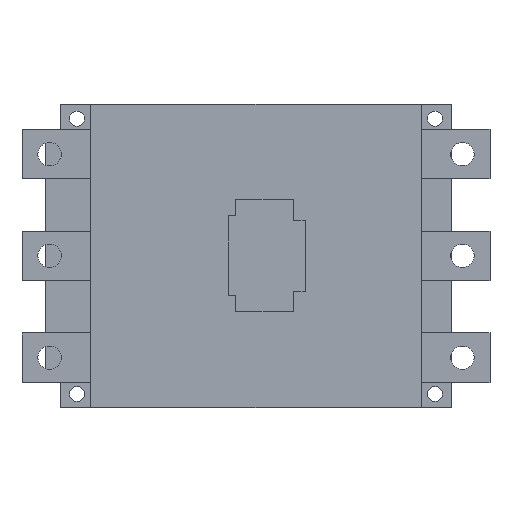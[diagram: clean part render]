
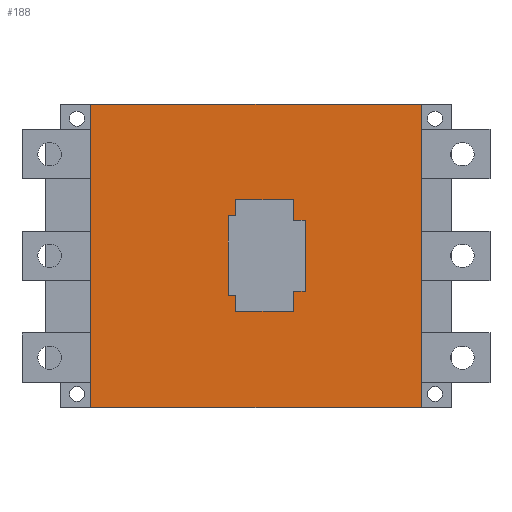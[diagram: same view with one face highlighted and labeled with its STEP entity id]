
A CAD part, top view. The second image highlights one B-rep face of the part: STEP entity #188.
In plain terms, the highlighted planar face has unit normal (0, 0, 1).
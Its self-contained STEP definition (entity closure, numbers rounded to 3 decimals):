
#3 = EDGE_CURVE ( 'NONE', #870, #3266, #714, .T. ) ;
#30 = ORIENTED_EDGE ( 'NONE', *, *, #1590, .F. ) ;
#37 = CARTESIAN_POINT ( 'NONE',  ( 57.96, -7.016, 154.115 ) ) ;
#43 = ORIENTED_EDGE ( 'NONE', *, *, #3, .T. ) ;
#47 = DIRECTION ( 'NONE',  ( 1., 0., 0. ) ) ;
#63 = CARTESIAN_POINT ( 'NONE',  ( -12.04, -12.766, 154.115 ) ) ;
#66 = EDGE_CURVE ( 'NONE', #2763, #1033, #1938, .T. ) ;
#86 = VERTEX_POINT ( 'NONE', #3071 ) ;
#103 = CARTESIAN_POINT ( 'NONE',  ( -2.04, -82.216, 154.115 ) ) ;
#104 = DIRECTION ( 'NONE',  ( 1., 0., 0. ) ) ;
#128 = EDGE_CURVE ( 'NONE', #1366, #2623, #1812, .T. ) ;
#185 = LINE ( 'NONE', #866, #1502 ) ;
#186 = AXIS2_PLACEMENT_3D ( 'NONE', #2691, #2654, #2659 ) ;
#188 = ADVANCED_FACE ( 'NONE', ( #2045, #2014 ), #2674, .T. ) ;
#189 = VECTOR ( 'NONE', #104, 1000. ) ;
#199 = VECTOR ( 'NONE', #749, 1000. ) ;
#297 = LINE ( 'NONE', #1168, #422 ) ;
#317 = VERTEX_POINT ( 'NONE', #2073 ) ;
#331 = CARTESIAN_POINT ( 'NONE',  ( 15.86, -40.116, 154.115 ) ) ;
#382 = VERTEX_POINT ( 'NONE', #1683 ) ;
#408 = VERTEX_POINT ( 'NONE', #1667 ) ;
#422 = VECTOR ( 'NONE', #1181, 1000. ) ;
#584 = ORIENTED_EDGE ( 'NONE', *, *, #1343, .T. ) ;
#586 = EDGE_CURVE ( 'NONE', #86, #408, #2620, .T. ) ;
#619 = EDGE_CURVE ( 'NONE', #382, #1366, #1196, .T. ) ;
#675 = CARTESIAN_POINT ( 'NONE',  ( 11.56, -47.416, 154.115 ) ) ;
#693 = EDGE_CURVE ( 'NONE', #939, #870, #297, .T. ) ;
#709 = ORIENTED_EDGE ( 'NONE', *, *, #619, .T. ) ;
#714 = LINE ( 'NONE', #1776, #2033 ) ;
#721 = CARTESIAN_POINT ( 'NONE',  ( 57.96, -47.416, 154.115 ) ) ;
#726 = DIRECTION ( 'NONE',  ( -1., 0., 0. ) ) ;
#749 = DIRECTION ( 'NONE',  ( -1., 0., 0. ) ) ;
#775 = CARTESIAN_POINT ( 'NONE',  ( 57.96, 27.784, 154.115 ) ) ;
#788 = CARTESIAN_POINT ( 'NONE',  ( 11.56, -7.016, 154.115 ) ) ;
#866 = CARTESIAN_POINT ( 'NONE',  ( 57.96, -41.666, 154.115 ) ) ;
#870 = VERTEX_POINT ( 'NONE', #901 ) ;
#876 = ORIENTED_EDGE ( 'NONE', *, *, #909, .T. ) ;
#891 = DIRECTION ( 'NONE',  ( -1., 0., 0. ) ) ;
#901 = CARTESIAN_POINT ( 'NONE',  ( 11.56, -14.316, 154.115 ) ) ;
#909 = EDGE_CURVE ( 'NONE', #408, #382, #185, .T. ) ;
#916 = CARTESIAN_POINT ( 'NONE',  ( 57.96, -82.216, 154.115 ) ) ;
#939 = VERTEX_POINT ( 'NONE', #788 ) ;
#969 = CARTESIAN_POINT ( 'NONE',  ( 15.86, -27.216, 154.115 ) ) ;
#978 = EDGE_CURVE ( 'NONE', #317, #1412, #3345, .T. ) ;
#993 = DIRECTION ( 'NONE',  ( 0., -1., 0. ) ) ;
#1001 = EDGE_CURVE ( 'NONE', #1033, #86, #2707, .T. ) ;
#1002 = CARTESIAN_POINT ( 'NONE',  ( -62.04, 27.784, 154.115 ) ) ;
#1024 = LINE ( 'NONE', #2097, #1325 ) ;
#1033 = VERTEX_POINT ( 'NONE', #675 ) ;
#1148 = ORIENTED_EDGE ( 'NONE', *, *, #3452, .T. ) ;
#1168 = CARTESIAN_POINT ( 'NONE',  ( 11.56, -27.216, 154.115 ) ) ;
#1181 = DIRECTION ( 'NONE',  ( 0., -1., 0. ) ) ;
#1190 = VERTEX_POINT ( 'NONE', #331 ) ;
#1196 = LINE ( 'NONE', #1312, #2350 ) ;
#1202 = CARTESIAN_POINT ( 'NONE',  ( -62.04, -82.216, 154.115 ) ) ;
#1223 = CARTESIAN_POINT ( 'NONE',  ( -9.44, -7.016, 154.115 ) ) ;
#1226 = VECTOR ( 'NONE', #1234, 1000. ) ;
#1234 = DIRECTION ( 'NONE',  ( 0., -1., 0. ) ) ;
#1269 = ORIENTED_EDGE ( 'NONE', *, *, #66, .T. ) ;
#1294 = DIRECTION ( 'NONE',  ( 0., 1., 0. ) ) ;
#1312 = CARTESIAN_POINT ( 'NONE',  ( -12.04, -27.216, 154.115 ) ) ;
#1325 = VECTOR ( 'NONE', #2115, 1000. ) ;
#1343 = EDGE_CURVE ( 'NONE', #1515, #2245, #3359, .T. ) ;
#1358 = CARTESIAN_POINT ( 'NONE',  ( -9.44, -27.216, 154.115 ) ) ;
#1366 = VERTEX_POINT ( 'NONE', #63 ) ;
#1371 = EDGE_CURVE ( 'NONE', #2454, #939, #2239, .T. ) ;
#1385 = DIRECTION ( 'NONE',  ( 0., 1., 0. ) ) ;
#1412 = VERTEX_POINT ( 'NONE', #1002 ) ;
#1499 = VECTOR ( 'NONE', #1385, 1000. ) ;
#1502 = VECTOR ( 'NONE', #891, 1000. ) ;
#1515 = VERTEX_POINT ( 'NONE', #1202 ) ;
#1590 = EDGE_CURVE ( 'NONE', #317, #2245, #2919, .T. ) ;
#1621 = EDGE_CURVE ( 'NONE', #2623, #2454, #1731, .T. ) ;
#1667 = CARTESIAN_POINT ( 'NONE',  ( -9.44, -41.666, 154.115 ) ) ;
#1683 = CARTESIAN_POINT ( 'NONE',  ( -12.04, -41.666, 154.115 ) ) ;
#1707 = CARTESIAN_POINT ( 'NONE',  ( -9.44, -12.766, 154.115 ) ) ;
#1731 = LINE ( 'NONE', #1864, #2883 ) ;
#1762 = ORIENTED_EDGE ( 'NONE', *, *, #978, .T. ) ;
#1776 = CARTESIAN_POINT ( 'NONE',  ( 57.96, -14.316, 154.115 ) ) ;
#1812 = LINE ( 'NONE', #2916, #2554 ) ;
#1832 = EDGE_LOOP ( 'NONE', ( #876, #709, #1954, #3379, #1920, #2202, #43, #1922, #2913, #1269, #2053, #2812 ) ) ;
#1833 = LINE ( 'NONE', #2087, #2399 ) ;
#1851 = CARTESIAN_POINT ( 'NONE',  ( 15.86, -14.316, 154.115 ) ) ;
#1864 = CARTESIAN_POINT ( 'NONE',  ( -9.44, -27.216, 154.115 ) ) ;
#1920 = ORIENTED_EDGE ( 'NONE', *, *, #1371, .T. ) ;
#1922 = ORIENTED_EDGE ( 'NONE', *, *, #2368, .T. ) ;
#1938 = LINE ( 'NONE', #3117, #3002 ) ;
#1954 = ORIENTED_EDGE ( 'NONE', *, *, #128, .T. ) ;
#2014 = FACE_BOUND ( 'NONE', #1832, .T. ) ;
#2030 = LINE ( 'NONE', #969, #2117 ) ;
#2033 = VECTOR ( 'NONE', #3398, 1000. ) ;
#2045 = FACE_OUTER_BOUND ( 'NONE', #3151, .T. ) ;
#2053 = ORIENTED_EDGE ( 'NONE', *, *, #1001, .T. ) ;
#2073 = CARTESIAN_POINT ( 'NONE',  ( 57.96, 27.784, 154.115 ) ) ;
#2087 = CARTESIAN_POINT ( 'NONE',  ( -62.04, -27.216, 154.115 ) ) ;
#2097 = CARTESIAN_POINT ( 'NONE',  ( 57.96, -40.116, 154.115 ) ) ;
#2115 = DIRECTION ( 'NONE',  ( -1., 0., 0. ) ) ;
#2117 = VECTOR ( 'NONE', #993, 1000. ) ;
#2202 = ORIENTED_EDGE ( 'NONE', *, *, #693, .T. ) ;
#2239 = LINE ( 'NONE', #37, #3150 ) ;
#2245 = VERTEX_POINT ( 'NONE', #916 ) ;
#2310 = CARTESIAN_POINT ( 'NONE',  ( 11.56, -40.116, 154.115 ) ) ;
#2350 = VECTOR ( 'NONE', #1294, 1000. ) ;
#2368 = EDGE_CURVE ( 'NONE', #3266, #1190, #2030, .T. ) ;
#2399 = VECTOR ( 'NONE', #2804, 1000. ) ;
#2454 = VERTEX_POINT ( 'NONE', #1223 ) ;
#2554 = VECTOR ( 'NONE', #2928, 1000. ) ;
#2620 = LINE ( 'NONE', #1358, #1499 ) ;
#2623 = VERTEX_POINT ( 'NONE', #1707 ) ;
#2651 = DIRECTION ( 'NONE',  ( 0., 1., 0. ) ) ;
#2654 = DIRECTION ( 'NONE',  ( 0., 0., 1. ) ) ;
#2659 = DIRECTION ( 'NONE',  ( 1., 0., 0. ) ) ;
#2674 = PLANE ( 'NONE',  #186 ) ;
#2691 = CARTESIAN_POINT ( 'NONE',  ( 57.96, -27.216, 154.115 ) ) ;
#2707 = LINE ( 'NONE', #721, #2953 ) ;
#2763 = VERTEX_POINT ( 'NONE', #2310 ) ;
#2766 = CARTESIAN_POINT ( 'NONE',  ( 57.96, -27.216, 154.115 ) ) ;
#2804 = DIRECTION ( 'NONE',  ( 0., -1., 0. ) ) ;
#2812 = ORIENTED_EDGE ( 'NONE', *, *, #586, .T. ) ;
#2883 = VECTOR ( 'NONE', #2651, 1000. ) ;
#2913 = ORIENTED_EDGE ( 'NONE', *, *, #3352, .T. ) ;
#2916 = CARTESIAN_POINT ( 'NONE',  ( 57.96, -12.766, 154.115 ) ) ;
#2919 = LINE ( 'NONE', #2766, #1226 ) ;
#2928 = DIRECTION ( 'NONE',  ( 1., 0., 0. ) ) ;
#2953 = VECTOR ( 'NONE', #726, 1000. ) ;
#3002 = VECTOR ( 'NONE', #3168, 1000. ) ;
#3071 = CARTESIAN_POINT ( 'NONE',  ( -9.44, -47.416, 154.115 ) ) ;
#3117 = CARTESIAN_POINT ( 'NONE',  ( 11.56, -27.216, 154.115 ) ) ;
#3150 = VECTOR ( 'NONE', #47, 1000. ) ;
#3151 = EDGE_LOOP ( 'NONE', ( #584, #30, #1762, #1148 ) ) ;
#3168 = DIRECTION ( 'NONE',  ( 0., -1., 0. ) ) ;
#3266 = VERTEX_POINT ( 'NONE', #1851 ) ;
#3345 = LINE ( 'NONE', #775, #199 ) ;
#3352 = EDGE_CURVE ( 'NONE', #1190, #2763, #1024, .T. ) ;
#3359 = LINE ( 'NONE', #103, #189 ) ;
#3379 = ORIENTED_EDGE ( 'NONE', *, *, #1621, .T. ) ;
#3398 = DIRECTION ( 'NONE',  ( 1., 0., 0. ) ) ;
#3452 = EDGE_CURVE ( 'NONE', #1412, #1515, #1833, .T. ) ;
